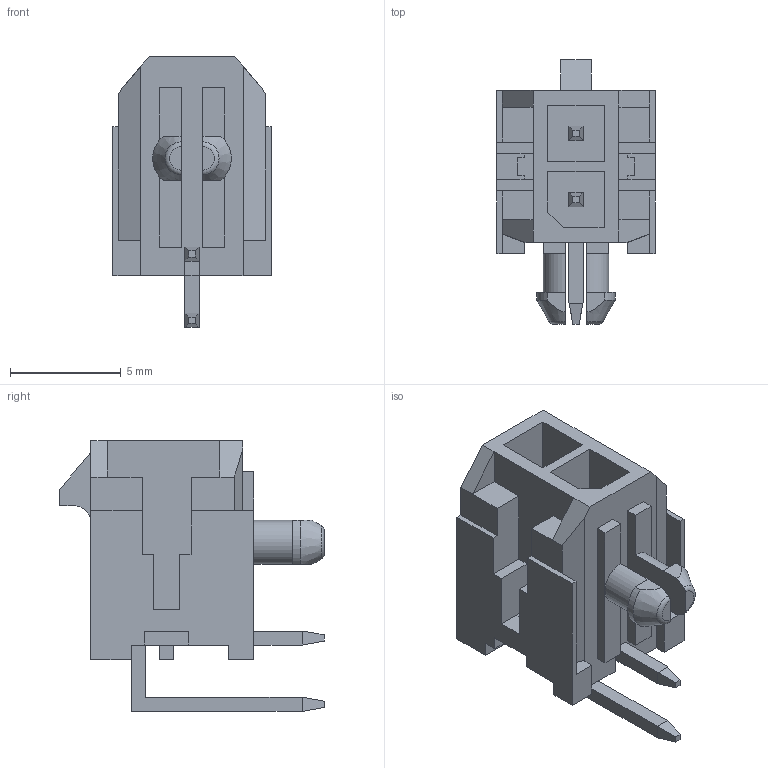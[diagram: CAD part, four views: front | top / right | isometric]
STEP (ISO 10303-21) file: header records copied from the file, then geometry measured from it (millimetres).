
FILE_DESCRIPTION(/* description */ (''),/* implementation_level */ '2;1');
FILE_NAME(/* name */ '430450201.step',/* time_stamp */ '2022-04-18T17:29:59-04:00',/* author */ (''),/* organization */ (''),/* preprocessor_version */ 'ST-DEVELOPER v18.1',/* originating_system */ 'Autodesk Translation Framework v10.14.0.1471',/* authorisation */ '');
FILE_SCHEMA (('AUTOMOTIVE_DESIGN { 1 0 10303 214 3 1 1 }'));
Length unit declared in the file: millimetre
Products named in the file (1): 430450201
Bounding box: 7.15 x 11.95 x 12.24 mm (x, y, z)
Volume: 334.3 mm3; surface area: 718.1 mm2
Topology: 3 solids, 3 shells, 194 faces, 518 edges, 333 vertices
Faces by surface type: plane 185, cylinder 5, cone 2, torus 2
Entity records: 5935 total; most frequent: CARTESIAN_POINT 1054, ORIENTED_EDGE 1036, DIRECTION 924, EDGE_CURVE 518, LINE 494, VECTOR 494, VERTEX_POINT 333, AXIS2_PLACEMENT_3D 215
